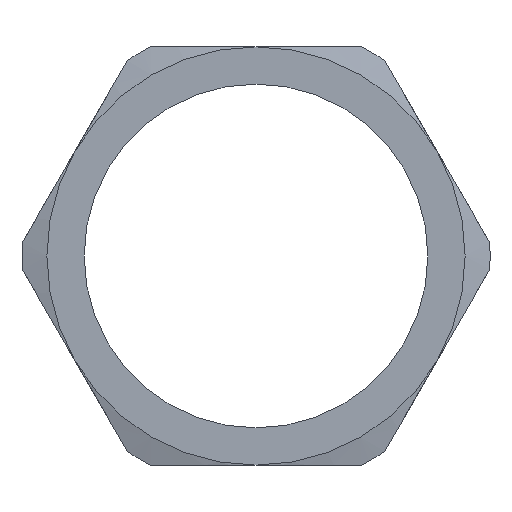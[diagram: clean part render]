
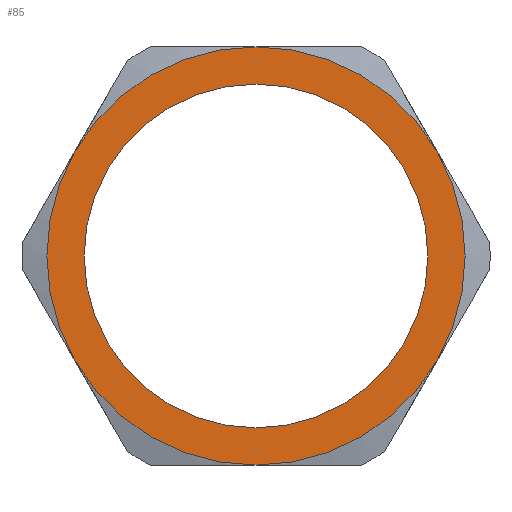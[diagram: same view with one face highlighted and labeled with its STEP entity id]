
A CAD part, left-side view. The second image highlights one B-rep face of the part: STEP entity #85.
In plain terms, the highlighted planar face has unit normal (-1, 0, 0).
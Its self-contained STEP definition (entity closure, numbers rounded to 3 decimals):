
#43=PLANE('',#413);
#52=FACE_BOUND('',#132,.T.);
#53=FACE_BOUND('',#133,.T.);
#85=ADVANCED_FACE('',(#52,#53),#43,.T.);
#132=EDGE_LOOP('',(#217,#218,#219,#220,#221,#222));
#133=EDGE_LOOP('',(#223));
#146=CIRCLE('',#386,10.5);
#149=CIRCLE('',#391,10.5);
#152=CIRCLE('',#396,10.5);
#155=CIRCLE('',#401,10.5);
#158=CIRCLE('',#406,10.5);
#161=CIRCLE('',#411,10.5);
#162=CIRCLE('',#412,8.63);
#217=ORIENTED_EDGE('',*,*,#339,.T.);
#218=ORIENTED_EDGE('',*,*,#302,.T.);
#219=ORIENTED_EDGE('',*,*,#309,.T.);
#220=ORIENTED_EDGE('',*,*,#316,.T.);
#221=ORIENTED_EDGE('',*,*,#323,.T.);
#222=ORIENTED_EDGE('',*,*,#330,.T.);
#223=ORIENTED_EDGE('',*,*,#340,.T.);
#268=VERTEX_POINT('',#540);
#269=VERTEX_POINT('',#545);
#274=VERTEX_POINT('',#565);
#279=VERTEX_POINT('',#585);
#284=VERTEX_POINT('',#605);
#289=VERTEX_POINT('',#625);
#293=VERTEX_POINT('',#642);
#302=EDGE_CURVE('',#268,#269,#146,.T.);
#309=EDGE_CURVE('',#269,#274,#149,.T.);
#316=EDGE_CURVE('',#274,#279,#152,.T.);
#323=EDGE_CURVE('',#279,#284,#155,.T.);
#330=EDGE_CURVE('',#284,#289,#158,.T.);
#339=EDGE_CURVE('',#289,#268,#161,.T.);
#340=EDGE_CURVE('',#293,#293,#162,.T.);
#386=AXIS2_PLACEMENT_3D('',#546,#434,#435);
#391=AXIS2_PLACEMENT_3D('',#566,#446,#447);
#396=AXIS2_PLACEMENT_3D('',#586,#458,#459);
#401=AXIS2_PLACEMENT_3D('',#606,#470,#471);
#406=AXIS2_PLACEMENT_3D('',#626,#482,#483);
#411=AXIS2_PLACEMENT_3D('',#640,#498,#499);
#412=AXIS2_PLACEMENT_3D('',#641,#500,#501);
#413=AXIS2_PLACEMENT_3D('',#643,#502,#503);
#434=DIRECTION('',(-1.,0.,0.));
#435=DIRECTION('',(0.,0.,1.));
#446=DIRECTION('',(-1.,0.,0.));
#447=DIRECTION('',(0.,0.,1.));
#458=DIRECTION('',(-1.,0.,0.));
#459=DIRECTION('',(0.,0.,1.));
#470=DIRECTION('',(-1.,0.,0.));
#471=DIRECTION('',(0.,0.,1.));
#482=DIRECTION('',(-1.,0.,0.));
#483=DIRECTION('',(0.,0.,1.));
#498=DIRECTION('',(-1.,0.,0.));
#499=DIRECTION('',(0.,0.,1.));
#500=DIRECTION('',(1.,0.,0.));
#501=DIRECTION('',(0.,0.,-1.));
#502=DIRECTION('',(-1.,0.,0.));
#503=DIRECTION('',(0.,0.,1.));
#540=CARTESIAN_POINT('',(0.,9.093,5.25));
#545=CARTESIAN_POINT('',(0.,9.093,-5.25));
#546=CARTESIAN_POINT('',(0.,0.,0.));
#565=CARTESIAN_POINT('',(0.,0.,-10.5));
#566=CARTESIAN_POINT('',(0.,0.,0.));
#585=CARTESIAN_POINT('',(0.,-9.093,-5.25));
#586=CARTESIAN_POINT('',(0.,0.,0.));
#605=CARTESIAN_POINT('',(0.,-9.093,5.25));
#606=CARTESIAN_POINT('',(0.,0.,0.));
#625=CARTESIAN_POINT('',(0.,0.,10.5));
#626=CARTESIAN_POINT('',(0.,0.,0.));
#640=CARTESIAN_POINT('',(0.,0.,0.));
#641=CARTESIAN_POINT('',(0.,0.,0.));
#642=CARTESIAN_POINT('',(0.,0.,-8.63));
#643=CARTESIAN_POINT('',(0.,0.,0.));
